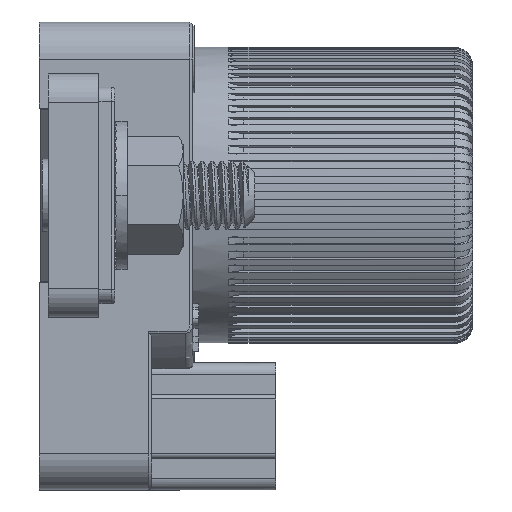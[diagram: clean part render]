
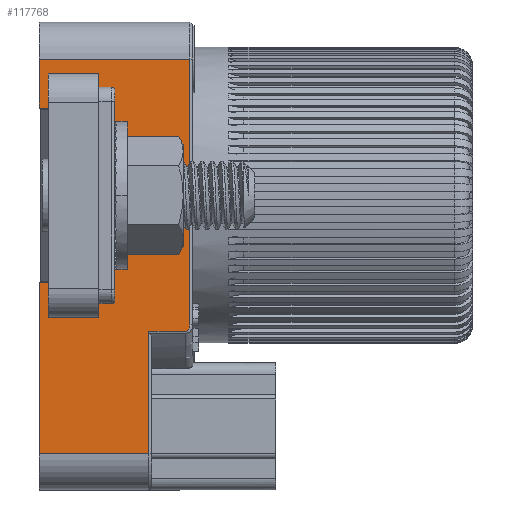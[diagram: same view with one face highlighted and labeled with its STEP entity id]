
A CAD part, left-side view. The second image highlights one B-rep face of the part: STEP entity #117768.
In plain terms, the highlighted planar face has unit normal (-1, 0, 0).
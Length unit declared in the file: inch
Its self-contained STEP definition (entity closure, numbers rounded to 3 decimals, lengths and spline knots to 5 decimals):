
#757 = VECTOR ( 'NONE', #26464, 39.37008 ) ;
#2068 = LINE ( 'NONE', #22023, #85601 ) ;
#2469 = VERTEX_POINT ( 'NONE', #106334 ) ;
#4716 = CARTESIAN_POINT ( 'NONE',  ( -1.2, 0.78518, -1.79 ) ) ;
#5142 = VERTEX_POINT ( 'NONE', #135150 ) ;
#6226 = DIRECTION ( 'NONE',  ( 0., 0., 1. ) ) ;
#8067 = DIRECTION ( 'NONE',  ( 0., 0., 1. ) ) ;
#9197 = VERTEX_POINT ( 'NONE', #86268 ) ;
#9329 = CARTESIAN_POINT ( 'NONE',  ( -1.2, 0.52522, -0.94213 ) ) ;
#9770 = CARTESIAN_POINT ( 'NONE',  ( -1.2, 0.50678, -0.92407 ) ) ;
#11374 = CARTESIAN_POINT ( 'NONE',  ( -1.2, 1.54258, -0.94916 ) ) ;
#13406 = CARTESIAN_POINT ( 'NONE',  ( -1.2, 0.86518, -1.79 ) ) ;
#13681 = ORIENTED_EDGE ( 'NONE', *, *, #128950, .F. ) ;
#16332 = CARTESIAN_POINT ( 'NONE',  ( -1.2, 1.54258, -0.604 ) ) ;
#17732 = CARTESIAN_POINT ( 'NONE',  ( -1.2, 1.54258, -0.94916 ) ) ;
#20338 = CARTESIAN_POINT ( 'NONE',  ( -1.2, 0.50238, -0.91481 ) ) ;
#21161 = VECTOR ( 'NONE', #40002, 39.37008 ) ;
#22023 = CARTESIAN_POINT ( 'NONE',  ( -1.2, 0.56518, 0.943 ) ) ;
#25355 = VECTOR ( 'NONE', #74093, 39.37008 ) ;
#26382 = ORIENTED_EDGE ( 'NONE', *, *, #125983, .T. ) ;
#26384 = LINE ( 'NONE', #27819, #78765 ) ;
#26464 = DIRECTION ( 'NONE',  ( 0., 0., 1. ) ) ;
#27474 = EDGE_CURVE ( 'NONE', #78412, #5142, #2068, .T. ) ;
#27819 = CARTESIAN_POINT ( 'NONE',  ( -1.2, 0.56518, -0.94218 ) ) ;
#28682 = LINE ( 'NONE', #11374, #25355 ) ;
#29705 = VECTOR ( 'NONE', #6226, 39.37008 ) ;
#29756 = ORIENTED_EDGE ( 'NONE', *, *, #70248, .T. ) ;
#30895 = CARTESIAN_POINT ( 'NONE',  ( -1.2, 0.50018, -0.89331 ) ) ;
#32664 = VERTEX_POINT ( 'NONE', #87285 ) ;
#34753 = EDGE_CURVE ( 'NONE', #75946, #114853, #57502, .T. ) ;
#34765 = FACE_OUTER_BOUND ( 'NONE', #114253, .T. ) ;
#34833 = EDGE_CURVE ( 'NONE', #9197, #78412, #73779, .T. ) ;
#40002 = DIRECTION ( 'NONE',  ( 0., -1., 0. ) ) ;
#40161 = CARTESIAN_POINT ( 'NONE',  ( -1.2, 1.01955, 0.604 ) ) ;
#41231 = CARTESIAN_POINT ( 'NONE',  ( -1.2, 0.56518, -0.94916 ) ) ;
#43452 = VERTEX_POINT ( 'NONE', #16332 ) ;
#45930 = VECTOR ( 'NONE', #8067, 39.37008 ) ;
#46742 = CARTESIAN_POINT ( 'NONE',  ( -1.2, 0.78518, -0.94218 ) ) ;
#47337 = VECTOR ( 'NONE', #118164, 39.37008 ) ;
#47504 = CARTESIAN_POINT ( 'NONE',  ( -1.2, 0.78518, -0.94218 ) ) ;
#48843 = DIRECTION ( 'NONE',  ( 0., -1., 0. ) ) ;
#50848 = ORIENTED_EDGE ( 'NONE', *, *, #27474, .F. ) ;
#51507 = CARTESIAN_POINT ( 'NONE',  ( -1.2, 0.51213, -0.93306 ) ) ;
#51747 = DIRECTION ( 'NONE',  ( 0., 0., -1. ) ) ;
#57502 = LINE ( 'NONE', #47504, #29705 ) ;
#61121 = ORIENTED_EDGE ( 'NONE', *, *, #104586, .T. ) ;
#61339 = PLANE ( 'NONE',  #82164 ) ;
#61987 = CARTESIAN_POINT ( 'NONE',  ( -1.2, 0.50789, -0.92628 ) ) ;
#63039 = ORIENTED_EDGE ( 'NONE', *, *, #34833, .F. ) ;
#65966 = CARTESIAN_POINT ( 'NONE',  ( -1.2, 0.53018, -0.94218 ) ) ;
#67237 = LINE ( 'NONE', #40161, #95123 ) ;
#69806 = LINE ( 'NONE', #13406, #94419 ) ;
#70248 = EDGE_CURVE ( 'NONE', #114853, #127064, #26384, .T. ) ;
#70339 = EDGE_CURVE ( 'NONE', #2469, #9197, #67237, .T. ) ;
#72519 = CARTESIAN_POINT ( 'NONE',  ( -1.2, 0.50696, -0.92445 ) ) ;
#73779 = LINE ( 'NONE', #17732, #45930 ) ;
#74093 = DIRECTION ( 'NONE',  ( 0., 0., 1. ) ) ;
#75913 = CARTESIAN_POINT ( 'NONE',  ( -1.2, 1.01955, -0.604 ) ) ;
#75946 = VERTEX_POINT ( 'NONE', #4716 ) ;
#75956 = B_SPLINE_CURVE_WITH_KNOTS ( 'NONE', 3,
 ( #82623, #9329, #114109, #51507, #124652, #61987, #135133, #72519, #9770, #83085, #20338, #93602, #30895 ),
 .UNSPECIFIED., .F., .F.,
 ( 4, 1, 1, 1, 1, 1, 2, 2, 4 ),
 ( 0., 0.25, 0.375, 0.4375, 0.46875, 0.48437, 0.49219, 0.5, 1. ),
 .UNSPECIFIED. ) ;
#78412 = VERTEX_POINT ( 'NONE', #106121 ) ;
#78489 = VERTEX_POINT ( 'NONE', #75913 ) ;
#78765 = VECTOR ( 'NONE', #48843, 39.37008 ) ;
#80996 = LINE ( 'NONE', #89123, #757 ) ;
#82164 = AXIS2_PLACEMENT_3D ( 'NONE', #41231, #114360, #51747 ) ;
#82623 = CARTESIAN_POINT ( 'NONE',  ( -1.2, 0.53018, -0.94218 ) ) ;
#83085 = CARTESIAN_POINT ( 'NONE',  ( -1.2, 0.50666, -0.92383 ) ) ;
#84672 = EDGE_CURVE ( 'NONE', #91310, #43452, #28682, .T. ) ;
#85601 = VECTOR ( 'NONE', #131030, 39.37008 ) ;
#86268 = CARTESIAN_POINT ( 'NONE',  ( -1.2, 1.54258, 0.604 ) ) ;
#87285 = CARTESIAN_POINT ( 'NONE',  ( -1.2, 0.50018, -0.89331 ) ) ;
#89123 = CARTESIAN_POINT ( 'NONE',  ( -1.2, 0.50018, -0.94916 ) ) ;
#91310 = VERTEX_POINT ( 'NONE', #129036 ) ;
#93602 = CARTESIAN_POINT ( 'NONE',  ( -1.2, 0.50024, -0.90468 ) ) ;
#93657 = EDGE_CURVE ( 'NONE', #78489, #2469, #103006, .T. ) ;
#94419 = VECTOR ( 'NONE', #108974, 39.37008 ) ;
#95123 = VECTOR ( 'NONE', #112810, 39.37008 ) ;
#101385 = LINE ( 'NONE', #102630, #21161 ) ;
#102140 = ORIENTED_EDGE ( 'NONE', *, *, #84672, .F. ) ;
#102630 = CARTESIAN_POINT ( 'NONE',  ( -1.2, 1.54258, -0.604 ) ) ;
#103006 = LINE ( 'NONE', #106823, #47337 ) ;
#103748 = ORIENTED_EDGE ( 'NONE', *, *, #135146, .T. ) ;
#104586 = EDGE_CURVE ( 'NONE', #127064, #32664, #75956, .T. ) ;
#106121 = CARTESIAN_POINT ( 'NONE',  ( -1.2, 1.54258, 0.943 ) ) ;
#106334 = CARTESIAN_POINT ( 'NONE',  ( -1.2, 1.01955, 0.604 ) ) ;
#106823 = CARTESIAN_POINT ( 'NONE',  ( -1.2, 1.01955, -0.604 ) ) ;
#107899 = ORIENTED_EDGE ( 'NONE', *, *, #34753, .T. ) ;
#108974 = DIRECTION ( 'NONE',  ( 0., -1., 0. ) ) ;
#112810 = DIRECTION ( 'NONE',  ( 0., 1., 0. ) ) ;
#114109 = CARTESIAN_POINT ( 'NONE',  ( -1.2, 0.51856, -0.93978 ) ) ;
#114253 = EDGE_LOOP ( 'NONE', ( #103748, #107899, #29756, #61121, #26382, #50848, #63039, #114590, #122903, #13681, #102140 ) ) ;
#114360 = DIRECTION ( 'NONE',  ( 1., 0., 0. ) ) ;
#114590 = ORIENTED_EDGE ( 'NONE', *, *, #70339, .F. ) ;
#114853 = VERTEX_POINT ( 'NONE', #46742 ) ;
#117768 = ADVANCED_FACE ( 'NONE', ( #34765 ), #61339, .F. ) ;
#118164 = DIRECTION ( 'NONE',  ( 0., 0., 1. ) ) ;
#122903 = ORIENTED_EDGE ( 'NONE', *, *, #93657, .F. ) ;
#124652 = CARTESIAN_POINT ( 'NONE',  ( -1.2, 0.50925, -0.92871 ) ) ;
#125983 = EDGE_CURVE ( 'NONE', #32664, #5142, #80996, .T. ) ;
#127064 = VERTEX_POINT ( 'NONE', #65966 ) ;
#128950 = EDGE_CURVE ( 'NONE', #43452, #78489, #101385, .T. ) ;
#129036 = CARTESIAN_POINT ( 'NONE',  ( -1.2, 1.54258, -1.79 ) ) ;
#131030 = DIRECTION ( 'NONE',  ( 0., -1., 0. ) ) ;
#135133 = CARTESIAN_POINT ( 'NONE',  ( -1.2, 0.50724, -0.92501 ) ) ;
#135146 = EDGE_CURVE ( 'NONE', #91310, #75946, #69806, .T. ) ;
#135150 = CARTESIAN_POINT ( 'NONE',  ( -1.2, 0.50018, 0.943 ) ) ;
